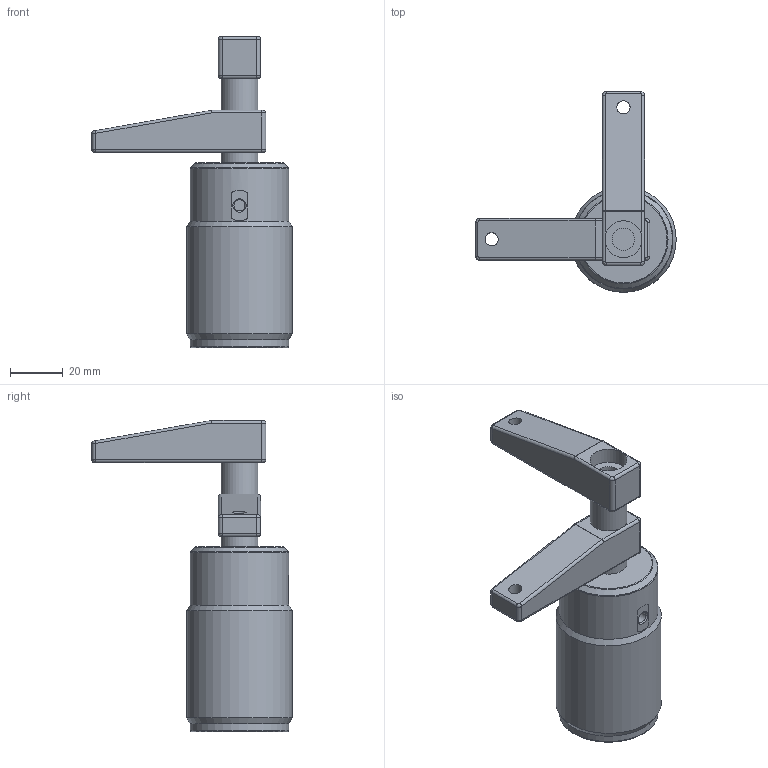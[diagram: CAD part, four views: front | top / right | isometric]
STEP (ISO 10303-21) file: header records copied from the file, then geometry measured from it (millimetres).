
FILE_DESCRIPTION(/* description */ (''),/* implementation_level */ '2;1');
FILE_NAME(/* name */ 'SCT-25(CF)',/* time_stamp */ '2009-06-29T08:25:10+08:00',/* author */ (''),/* organization */ (''),/* preprocessor_version */ 'ST-DEVELOPER v9',/* originating_system */ 'EDS PLM SOLUTIONS - UNIGRAPHICS NX 2.0',/* authorisation */ '');
FILE_SCHEMA (('AUTOMOTIVE_DESIGN { 1 0 10303 214 0 1 1 1 }'));
Length unit declared in the file: millimetre
Products named in the file (1): thorCB18z53t
Bounding box: 76 x 76 x 118 mm (x, y, z)
Volume: 113171.4 mm3; surface area: 21395.5 mm2
Topology: 3 solids, 3 shells, 98 faces, 211 edges, 119 vertices
Faces by surface type: cylinder 44, plane 26, bspline 16, cone 5, sphere 4, torus 3
Full cylindrical faces by diameter (mm): 4.2 x2, 5 x2, 8.5 x2, 14 x3, 37.5 x2, 40 x1
Entity records: 2664 total; most frequent: CARTESIAN_POINT 627, DIRECTION 456, ORIENTED_EDGE 362, AXIS2_PLACEMENT_3D 194, EDGE_CURVE 181, EDGE_LOOP 128, VERTEX_POINT 113, CIRCLE 101
